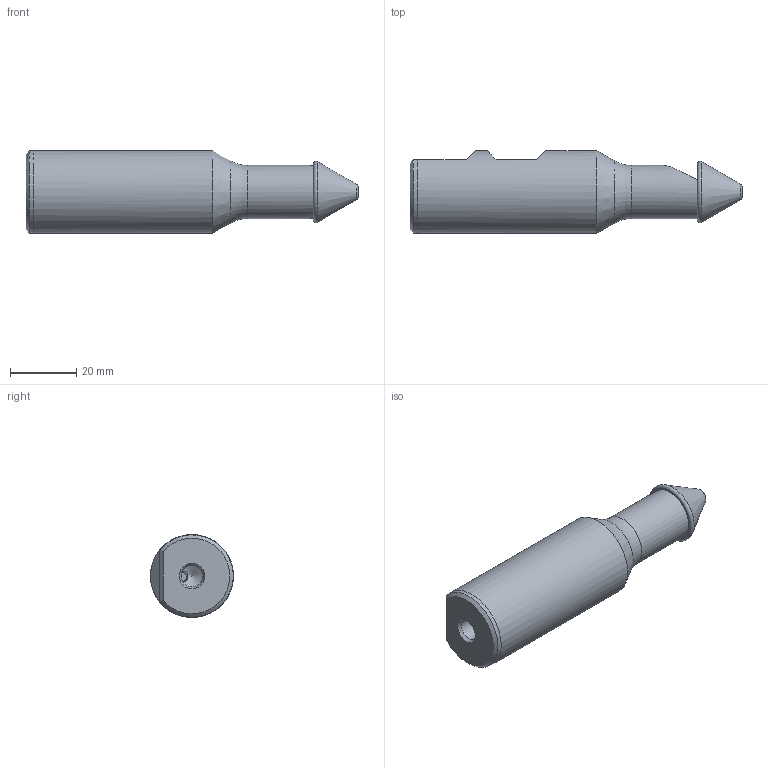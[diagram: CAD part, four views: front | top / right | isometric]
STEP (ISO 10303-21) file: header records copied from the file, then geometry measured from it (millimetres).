
FILE_DESCRIPTION (( 'STEP AP214' ), '1' );
FILE_NAME ('EFA-60-82.STEP', '2013-06-18T12:56:43', ( '' ), ( '' ), 'SwSTEP 2.0', 'SolidWorks 2013', '' );
FILE_SCHEMA (( 'AUTOMOTIVE_DESIGN' ));
Length unit declared in the file: millimetre
Products named in the file (1): EFA-60-82
Bounding box: 100 x 25 x 24.99 mm (x, y, z)
Volume: 32121.2 mm3; surface area: 8873.3 mm2
Topology: 1 solids, 2 shells, 35 faces, 81 edges, 50 vertices
Faces by surface type: plane 17, cone 9, cylinder 6, torus 3
Full cylindrical faces by diameter (mm): 3 x1, 6.5 x1, 16 x1, 25 x1
Entity records: 1072 total; most frequent: CARTESIAN_POINT 306, DIRECTION 136, ORIENTED_EDGE 118, EDGE_CURVE 59, AXIS2_PLACEMENT_3D 56, EDGE_LOOP 51, VERTEX_POINT 42, FACE_OUTER_BOUND 42
